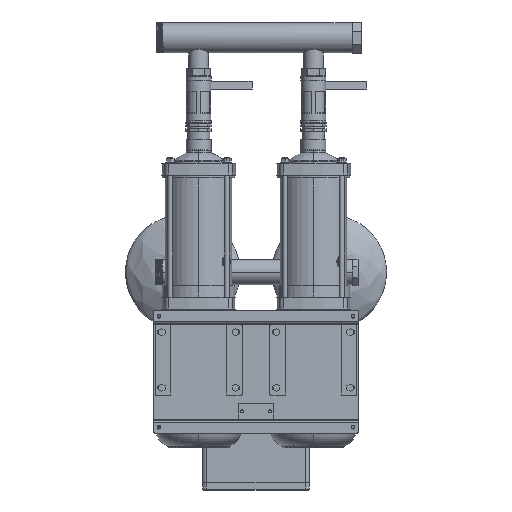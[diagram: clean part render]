
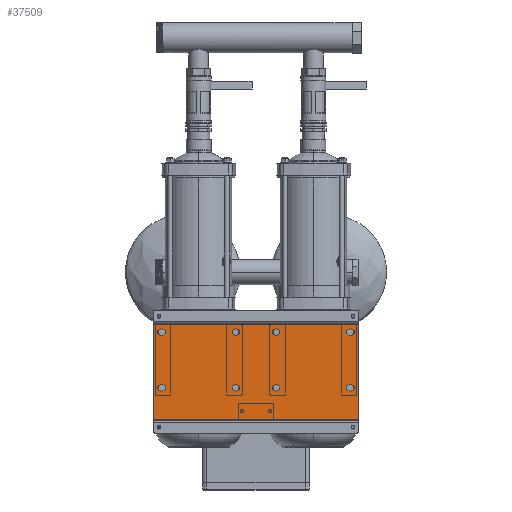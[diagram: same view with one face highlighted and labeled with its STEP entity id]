
A CAD part, front view. The second image highlights one B-rep face of the part: STEP entity #37509.
In plain terms, the highlighted planar face has unit normal (0, -1, 0).
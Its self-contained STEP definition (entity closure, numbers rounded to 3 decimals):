
#72 = FACE_OUTER_BOUND ( 'NONE', #36537, .T. ) ;
#3120 = VECTOR ( 'NONE', #4137, 1000. ) ;
#4137 = DIRECTION ( 'NONE',  ( -1., 0., 0. ) ) ;
#4890 = VECTOR ( 'NONE', #55121, 1000. ) ;
#6164 = CARTESIAN_POINT ( 'NONE',  ( 260., 55., 120. ) ) ;
#9888 = VERTEX_POINT ( 'NONE', #87190 ) ;
#10957 = LINE ( 'NONE', #58955, #84256 ) ;
#14687 = PLANE ( 'NONE',  #80107 ) ;
#16923 = CARTESIAN_POINT ( 'NONE',  ( 260., 55., -120. ) ) ;
#17791 = CARTESIAN_POINT ( 'NONE',  ( -260., 55., 120. ) ) ;
#23007 = ORIENTED_EDGE ( 'NONE', *, *, #31566, .T. ) ;
#27015 = EDGE_CURVE ( 'NONE', #84934, #9888, #39983, .T. ) ;
#31196 = ORIENTED_EDGE ( 'NONE', *, *, #50582, .T. ) ;
#31566 = EDGE_CURVE ( 'NONE', #61236, #55477, #69739, .T. ) ;
#34730 = CARTESIAN_POINT ( 'NONE',  ( 260., 55., -120. ) ) ;
#36537 = EDGE_LOOP ( 'NONE', ( #23007, #38078, #86662, #31196 ) ) ;
#37509 = ADVANCED_FACE ( 'NONE', ( #72 ), #14687, .F. ) ;
#38078 = ORIENTED_EDGE ( 'NONE', *, *, #84020, .F. ) ;
#38329 = CARTESIAN_POINT ( 'NONE',  ( -260., 55., -120. ) ) ;
#38386 = CARTESIAN_POINT ( 'NONE',  ( 260., 55., 120. ) ) ;
#39983 = LINE ( 'NONE', #6164, #86582 ) ;
#50582 = EDGE_CURVE ( 'NONE', #84934, #61236, #10957, .T. ) ;
#53438 = DIRECTION ( 'NONE',  ( -1., 0., 0. ) ) ;
#55121 = DIRECTION ( 'NONE',  ( 0., 0., -1. ) ) ;
#55477 = VERTEX_POINT ( 'NONE', #38329 ) ;
#58955 = CARTESIAN_POINT ( 'NONE',  ( 260., 55., 120. ) ) ;
#58998 = LINE ( 'NONE', #16923, #3120 ) ;
#61236 = VERTEX_POINT ( 'NONE', #17791 ) ;
#68808 = CARTESIAN_POINT ( 'NONE',  ( -260., 55., -120. ) ) ;
#69739 = LINE ( 'NONE', #68808, #4890 ) ;
#80107 = AXIS2_PLACEMENT_3D ( 'NONE', #34730, #83788, #84696 ) ;
#81710 = DIRECTION ( 'NONE',  ( 0., 0., -1. ) ) ;
#83788 = DIRECTION ( 'NONE',  ( 0., 1., 0. ) ) ;
#84020 = EDGE_CURVE ( 'NONE', #9888, #55477, #58998, .T. ) ;
#84256 = VECTOR ( 'NONE', #53438, 1000. ) ;
#84696 = DIRECTION ( 'NONE',  ( 0., 0., 1. ) ) ;
#84934 = VERTEX_POINT ( 'NONE', #38386 ) ;
#86582 = VECTOR ( 'NONE', #81710, 1000. ) ;
#86662 = ORIENTED_EDGE ( 'NONE', *, *, #27015, .F. ) ;
#87190 = CARTESIAN_POINT ( 'NONE',  ( 260., 55., -120. ) ) ;
